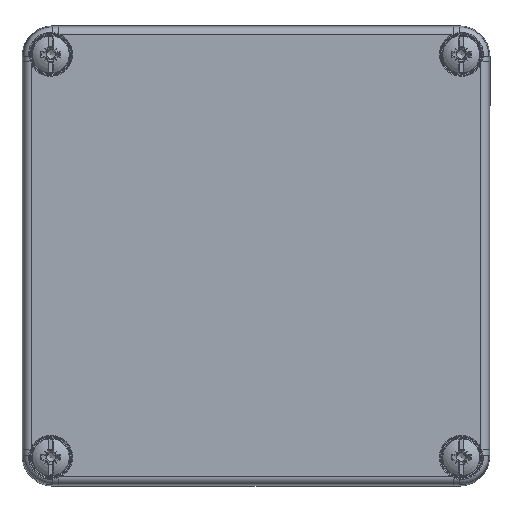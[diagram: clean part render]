
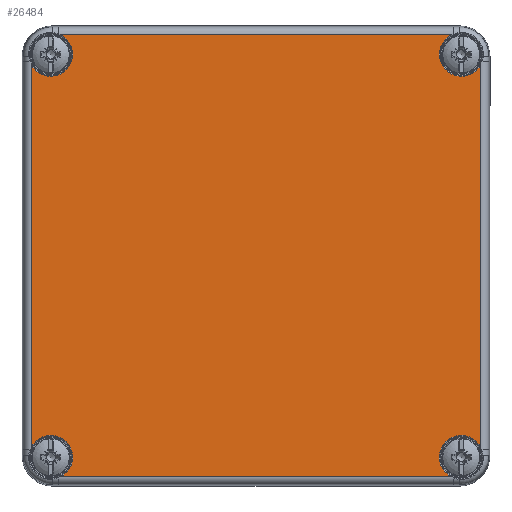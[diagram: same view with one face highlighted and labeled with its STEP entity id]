
A CAD part, top view. The second image highlights one B-rep face of the part: STEP entity #26484.
In plain terms, the highlighted face is planar.
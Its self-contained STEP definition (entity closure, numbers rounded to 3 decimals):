
#3347=LINE('',#48466,#5149);
#3348=LINE('',#48475,#5150);
#3349=LINE('',#48479,#5151);
#3350=LINE('',#48483,#5152);
#5149=VECTOR('',#35341,10.);
#5150=VECTOR('',#35346,10.);
#5151=VECTOR('',#35349,10.);
#5152=VECTOR('',#35352,10.);
#5829=PLANE('',#28980);
#7184=FACE_OUTER_BOUND('',#8911,.T.);
#8911=EDGE_LOOP('',(#23240,#23241,#23242,#23243,#23244,#23245,#23246,#23247));
#10245=CIRCLE('',#28974,5.697);
#10249=CIRCLE('',#28981,5.697);
#10250=CIRCLE('',#28982,5.697);
#10251=CIRCLE('',#28983,5.697);
#12598=VERTEX_POINT('',#48408);
#12599=VERTEX_POINT('',#48410);
#12600=VERTEX_POINT('',#48465);
#12602=VERTEX_POINT('',#48474);
#12603=VERTEX_POINT('',#48476);
#12604=VERTEX_POINT('',#48478);
#12605=VERTEX_POINT('',#48480);
#12606=VERTEX_POINT('',#48482);
#16199=EDGE_CURVE('',#12599,#12598,#10245,.T.);
#16204=EDGE_CURVE('',#12598,#12600,#3347,.T.);
#16207=EDGE_CURVE('',#12602,#12599,#3348,.T.);
#16208=EDGE_CURVE('',#12603,#12602,#10249,.T.);
#16209=EDGE_CURVE('',#12604,#12603,#3349,.T.);
#16210=EDGE_CURVE('',#12605,#12604,#10250,.T.);
#16211=EDGE_CURVE('',#12606,#12605,#3350,.T.);
#16212=EDGE_CURVE('',#12600,#12606,#10251,.T.);
#23240=ORIENTED_EDGE('',*,*,#16199,.F.);
#23241=ORIENTED_EDGE('',*,*,#16207,.F.);
#23242=ORIENTED_EDGE('',*,*,#16208,.F.);
#23243=ORIENTED_EDGE('',*,*,#16209,.F.);
#23244=ORIENTED_EDGE('',*,*,#16210,.F.);
#23245=ORIENTED_EDGE('',*,*,#16211,.F.);
#23246=ORIENTED_EDGE('',*,*,#16212,.F.);
#23247=ORIENTED_EDGE('',*,*,#16204,.F.);
#26484=ADVANCED_FACE('',(#7184),#5829,.F.);
#28974=AXIS2_PLACEMENT_3D('',#48412,#35331,#35332);
#28980=AXIS2_PLACEMENT_3D('',#48473,#35344,#35345);
#28981=AXIS2_PLACEMENT_3D('',#48477,#35347,#35348);
#28982=AXIS2_PLACEMENT_3D('',#48481,#35350,#35351);
#28983=AXIS2_PLACEMENT_3D('',#48484,#35353,#35354);
#35331=DIRECTION('center_axis',(0.,0.,-1.));
#35332=DIRECTION('ref_axis',(0.707,-0.707,0.));
#35341=DIRECTION('',(0.,-1.,0.));
#35344=DIRECTION('center_axis',(0.,0.,1.));
#35345=DIRECTION('ref_axis',(1.,0.,0.));
#35346=DIRECTION('',(-1.,0.,0.));
#35347=DIRECTION('center_axis',(0.,0.,-1.));
#35348=DIRECTION('ref_axis',(-0.707,-0.707,0.));
#35349=DIRECTION('',(0.,1.,0.));
#35350=DIRECTION('center_axis',(0.,0.,-1.));
#35351=DIRECTION('ref_axis',(-0.707,0.707,0.));
#35352=DIRECTION('',(1.,0.,0.));
#35353=DIRECTION('center_axis',(0.,0.,-1.));
#35354=DIRECTION('ref_axis',(0.707,0.707,0.));
#48408=CARTESIAN_POINT('',(-58.642,50.048,-22.5));
#48410=CARTESIAN_POINT('',(-51.048,57.642,-22.5));
#48412=CARTESIAN_POINT('Origin',(-53.5,52.5,-22.5));
#48465=CARTESIAN_POINT('',(-58.642,-50.048,-22.5));
#48466=CARTESIAN_POINT('',(-58.642,26.,-22.5));
#48473=CARTESIAN_POINT('Origin',(0.,0.,
-22.5));
#48474=CARTESIAN_POINT('',(51.048,57.642,-22.5));
#48475=CARTESIAN_POINT('',(26.5,57.642,-22.5));
#48476=CARTESIAN_POINT('',(58.642,50.048,-22.5));
#48477=CARTESIAN_POINT('Origin',(53.5,52.5,-22.5));
#48478=CARTESIAN_POINT('',(58.642,-50.048,-22.5));
#48479=CARTESIAN_POINT('',(58.642,-26.,-22.5));
#48480=CARTESIAN_POINT('',(51.048,-57.642,-22.5));
#48481=CARTESIAN_POINT('Origin',(53.5,-52.5,-22.5));
#48482=CARTESIAN_POINT('',(-51.048,-57.642,-22.5));
#48483=CARTESIAN_POINT('',(-26.5,-57.642,-22.5));
#48484=CARTESIAN_POINT('Origin',(-53.5,-52.5,-22.5));
